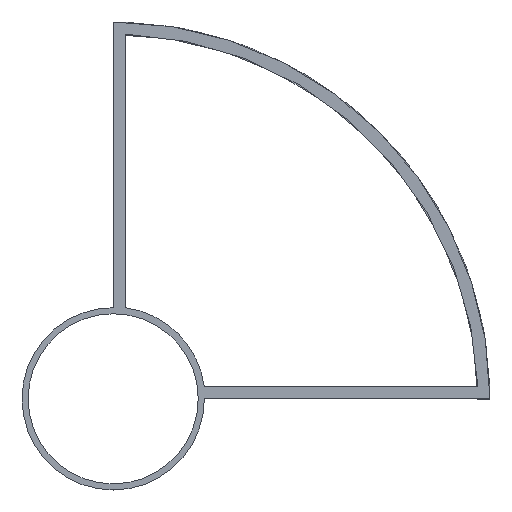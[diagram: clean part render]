
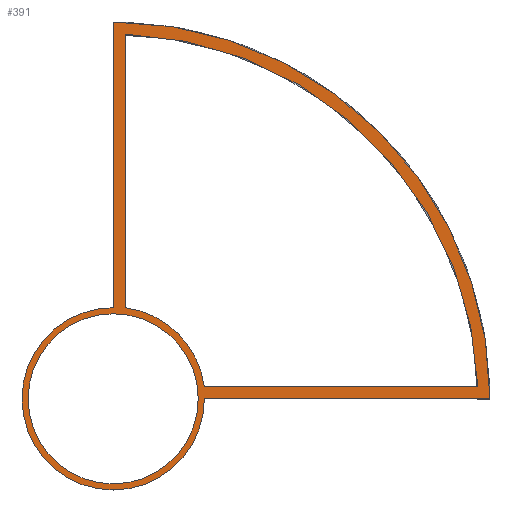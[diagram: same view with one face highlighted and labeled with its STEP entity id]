
A CAD part, top view. The second image highlights one B-rep face of the part: STEP entity #391.
In plain terms, the highlighted planar face has unit normal (0, 0, 1).
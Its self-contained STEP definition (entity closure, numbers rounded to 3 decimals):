
#8 = VECTOR ( 'NONE', #39, 1000. ) ;
#29 = EDGE_LOOP ( 'NONE', ( #548, #449 ) ) ;
#34 = DIRECTION ( 'NONE',  ( 0., 0., -1. ) ) ;
#39 = DIRECTION ( 'NONE',  ( 1., 0., 0. ) ) ;
#47 = CARTESIAN_POINT ( 'NONE',  ( 15., 0., 2. ) ) ;
#60 = VECTOR ( 'NONE', #336, 1000. ) ;
#71 = LINE ( 'NONE', #376, #691 ) ;
#99 = CARTESIAN_POINT ( 'NONE',  ( 0., 62., 2. ) ) ;
#124 = FACE_BOUND ( 'NONE', #841, .T. ) ;
#129 = VERTEX_POINT ( 'NONE', #412 ) ;
#149 = EDGE_CURVE ( 'NONE', #634, #129, #559, .T. ) ;
#159 = DIRECTION ( 'NONE',  ( 0., 0., 1. ) ) ;
#166 = DIRECTION ( 'NONE',  ( 1., 0., 0. ) ) ;
#167 = CARTESIAN_POINT ( 'NONE',  ( 62., 0., 2. ) ) ;
#168 = AXIS2_PLACEMENT_3D ( 'NONE', #382, #371, #595 ) ;
#178 = CARTESIAN_POINT ( 'NONE',  ( 60., 2., 2. ) ) ;
#179 = CARTESIAN_POINT ( 'NONE',  ( 14., 0., 2. ) ) ;
#182 = EDGE_CURVE ( 'NONE', #664, #733, #394, .T. ) ;
#190 = AXIS2_PLACEMENT_3D ( 'NONE', #501, #557, #774 ) ;
#193 = ORIENTED_EDGE ( 'NONE', *, *, #638, .F. ) ;
#197 = DIRECTION ( 'NONE',  ( 1., 0., 0. ) ) ;
#200 = DIRECTION ( 'NONE',  ( -1., 0., 0. ) ) ;
#201 = CIRCLE ( 'NONE', #496, 60.033 ) ;
#228 = DIRECTION ( 'NONE',  ( 0., 0., 1. ) ) ;
#234 = CARTESIAN_POINT ( 'NONE',  ( 0., 0., 2. ) ) ;
#238 = CARTESIAN_POINT ( 'NONE',  ( 0., 0., 2. ) ) ;
#258 = AXIS2_PLACEMENT_3D ( 'NONE', #818, #326, #200 ) ;
#289 = EDGE_LOOP ( 'NONE', ( #654, #411, #519, #555 ) ) ;
#321 = EDGE_CURVE ( 'NONE', #451, #324, #825, .T. ) ;
#324 = VERTEX_POINT ( 'NONE', #736 ) ;
#326 = DIRECTION ( 'NONE',  ( 0., 0., -1. ) ) ;
#329 = EDGE_CURVE ( 'NONE', #870, #353, #619, .T. ) ;
#332 = DIRECTION ( 'NONE',  ( 1., 0., 0. ) ) ;
#334 = PLANE ( 'NONE',  #258 ) ;
#336 = DIRECTION ( 'NONE',  ( 0., -1., 0. ) ) ;
#353 = VERTEX_POINT ( 'NONE', #178 ) ;
#364 = FACE_BOUND ( 'NONE', #29, .T. ) ;
#367 = CARTESIAN_POINT ( 'NONE',  ( -14., 0., 2. ) ) ;
#371 = DIRECTION ( 'NONE',  ( 0., 0., 1. ) ) ;
#376 = CARTESIAN_POINT ( 'NONE',  ( 62., 0., 2. ) ) ;
#382 = CARTESIAN_POINT ( 'NONE',  ( 0., 0., 2. ) ) ;
#385 = EDGE_CURVE ( 'NONE', #487, #451, #71, .T. ) ;
#391 = ADVANCED_FACE ( 'NONE', ( #364, #473, #124 ), #334, .F. ) ;
#394 = CIRCLE ( 'NONE', #498, 14. ) ;
#411 = ORIENTED_EDGE ( 'NONE', *, *, #516, .T. ) ;
#412 = CARTESIAN_POINT ( 'NONE',  ( 2., 15., 2. ) ) ;
#434 = CARTESIAN_POINT ( 'NONE',  ( 15., 2., 2. ) ) ;
#441 = DIRECTION ( 'NONE',  ( 1., 0., 0. ) ) ;
#449 = ORIENTED_EDGE ( 'NONE', *, *, #182, .F. ) ;
#451 = VERTEX_POINT ( 'NONE', #167 ) ;
#470 = CARTESIAN_POINT ( 'NONE',  ( 15., 2., 2. ) ) ;
#473 = FACE_OUTER_BOUND ( 'NONE', #289, .T. ) ;
#487 = VERTEX_POINT ( 'NONE', #47 ) ;
#496 = AXIS2_PLACEMENT_3D ( 'NONE', #238, #159, #166 ) ;
#498 = AXIS2_PLACEMENT_3D ( 'NONE', #613, #751, #197 ) ;
#501 = CARTESIAN_POINT ( 'NONE',  ( 0., 0., 2. ) ) ;
#516 = EDGE_CURVE ( 'NONE', #324, #566, #862, .T. ) ;
#519 = ORIENTED_EDGE ( 'NONE', *, *, #581, .T. ) ;
#526 = CIRCLE ( 'NONE', #190, 14. ) ;
#548 = ORIENTED_EDGE ( 'NONE', *, *, #755, .F. ) ;
#555 = ORIENTED_EDGE ( 'NONE', *, *, #385, .T. ) ;
#557 = DIRECTION ( 'NONE',  ( 0., 0., 1. ) ) ;
#559 = LINE ( 'NONE', #682, #60 ) ;
#566 = VERTEX_POINT ( 'NONE', #575 ) ;
#572 = EDGE_CURVE ( 'NONE', #129, #870, #798, .T. ) ;
#575 = CARTESIAN_POINT ( 'NONE',  ( 0., 15., 2. ) ) ;
#581 = EDGE_CURVE ( 'NONE', #566, #487, #874, .T. ) ;
#595 = DIRECTION ( 'NONE',  ( -1., 0., 0. ) ) ;
#613 = CARTESIAN_POINT ( 'NONE',  ( 0., 0., 2. ) ) ;
#619 = LINE ( 'NONE', #470, #8 ) ;
#621 = ORIENTED_EDGE ( 'NONE', *, *, #149, .F. ) ;
#634 = VERTEX_POINT ( 'NONE', #650 ) ;
#638 = EDGE_CURVE ( 'NONE', #353, #634, #201, .T. ) ;
#650 = CARTESIAN_POINT ( 'NONE',  ( 2., 60., 2. ) ) ;
#654 = ORIENTED_EDGE ( 'NONE', *, *, #321, .T. ) ;
#664 = VERTEX_POINT ( 'NONE', #367 ) ;
#679 = ORIENTED_EDGE ( 'NONE', *, *, #329, .F. ) ;
#682 = CARTESIAN_POINT ( 'NONE',  ( 2., 15., 2. ) ) ;
#691 = VECTOR ( 'NONE', #332, 1000. ) ;
#715 = DIRECTION ( 'NONE',  ( 0., -1., 0. ) ) ;
#717 = AXIS2_PLACEMENT_3D ( 'NONE', #234, #34, #441 ) ;
#733 = VERTEX_POINT ( 'NONE', #179 ) ;
#736 = CARTESIAN_POINT ( 'NONE',  ( 0., 62., 2. ) ) ;
#751 = DIRECTION ( 'NONE',  ( 0., 0., 1. ) ) ;
#755 = EDGE_CURVE ( 'NONE', #733, #664, #526, .T. ) ;
#761 = ORIENTED_EDGE ( 'NONE', *, *, #572, .F. ) ;
#765 = AXIS2_PLACEMENT_3D ( 'NONE', #845, #228, #783 ) ;
#774 = DIRECTION ( 'NONE',  ( 1., 0., 0. ) ) ;
#783 = DIRECTION ( 'NONE',  ( -1., 0., 0. ) ) ;
#798 = CIRCLE ( 'NONE', #717, 15.133 ) ;
#818 = CARTESIAN_POINT ( 'NONE',  ( 0., 0., 2. ) ) ;
#824 = VECTOR ( 'NONE', #715, 1000. ) ;
#825 = CIRCLE ( 'NONE', #168, 62. ) ;
#841 = EDGE_LOOP ( 'NONE', ( #193, #679, #761, #621 ) ) ;
#845 = CARTESIAN_POINT ( 'NONE',  ( 0., 0., 2. ) ) ;
#862 = LINE ( 'NONE', #99, #824 ) ;
#870 = VERTEX_POINT ( 'NONE', #434 ) ;
#874 = CIRCLE ( 'NONE', #765, 15. ) ;
